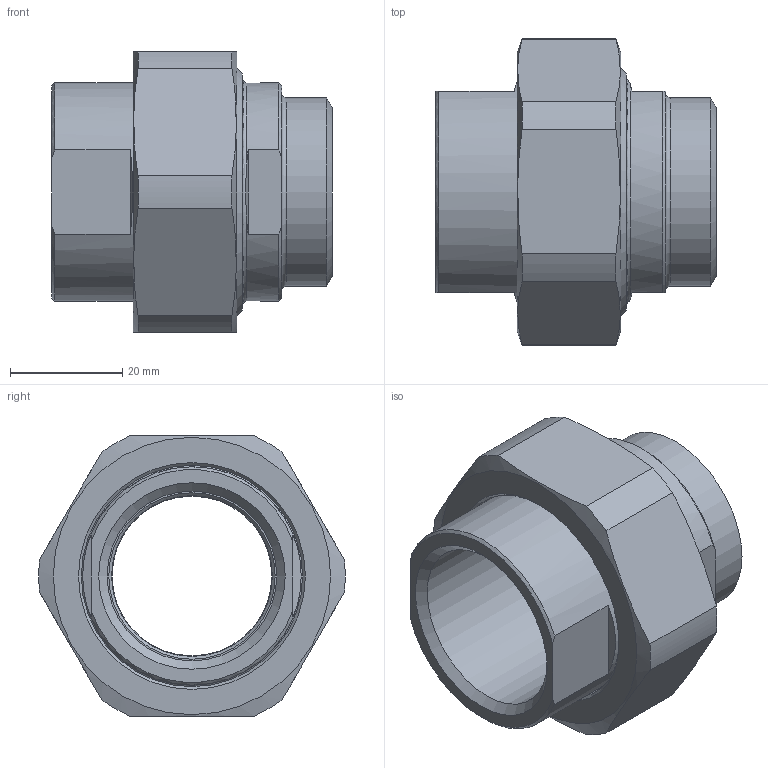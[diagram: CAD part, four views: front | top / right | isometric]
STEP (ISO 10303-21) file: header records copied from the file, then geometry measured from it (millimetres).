
FILE_DESCRIPTION(/* description */ (''),/* implementation_level */ '2;1');
FILE_NAME(/* name */ '3D_R134-E-SG-DN25-33.7_17101720.stp',/* time_stamp */ '2021-06-30T15:12:20+02:00',/* author */ ('cad'),/* organization */ (''),/* preprocessor_version */ 'ST-DEVELOPER v18.1',/* originating_system */ 'Autodesk Inventor 2022',/* authorisation */ '');
FILE_SCHEMA (('AUTOMOTIVE_DESIGN { 1 0 10303 214 3 1 1 }'));
Length unit declared in the file: millimetre
Products named in the file (4): 3D_R134-E-SG-DN25-33.7_17101720; 3D_R134-M-DN25_171011620; 3D_R134-SG-33.7_171011520; 3D_R134-E-DN25-DN25_171011020
Assembly tree (3 placements, depth 2):
  3D_R134-E-SG-DN25-33.7_17101720
    3D_R134-M-DN25_171011620
    3D_R134-SG-33.7_171011520
    3D_R134-E-DN25-DN25_171011020
Bounding box: 50 x 54.68 x 50 mm (x, y, z)
Volume: 38508.3 mm3; surface area: 21055.2 mm2
Topology: 3 solids, 3 shells, 72 faces, 174 edges, 114 vertices
Faces by surface type: plane 26, cone 20, cylinder 17, torus 9
Full cylindrical faces by diameter (mm): 28.5 x1, 28.7 x1, 30.291 x1, 33.7 x1, 39 x1, 39.5 x1, 43 x1, 43.376 x1, 44.85 x1
Entity records: 2297 total; most frequent: CARTESIAN_POINT 427, DIRECTION 407, ORIENTED_EDGE 348, AXIS2_PLACEMENT_3D 177, EDGE_CURVE 174, VERTEX_POINT 114, CIRCLE 92, EDGE_LOOP 84
